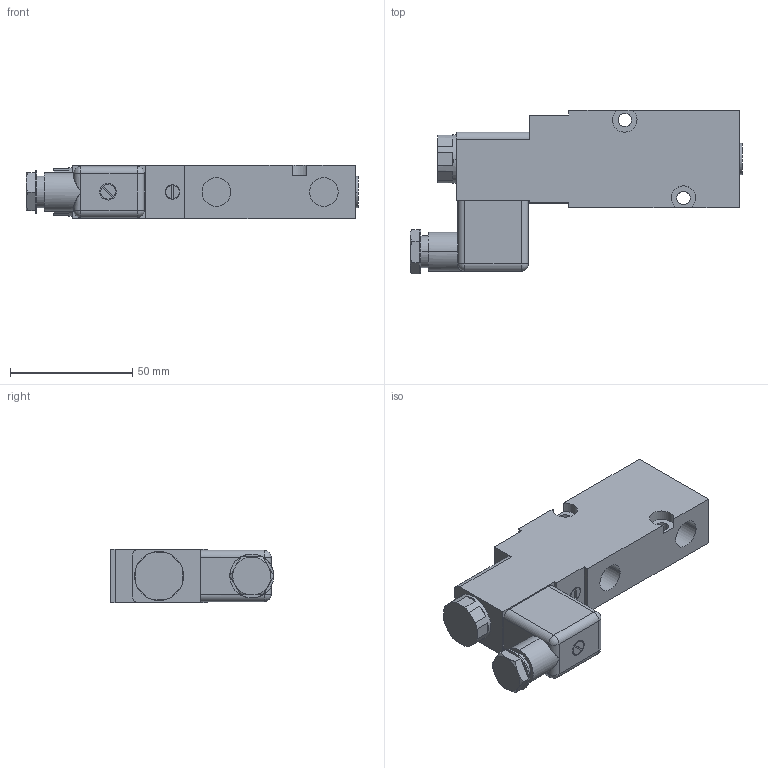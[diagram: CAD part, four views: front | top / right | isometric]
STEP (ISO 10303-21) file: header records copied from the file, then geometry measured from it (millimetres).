
FILE_DESCRIPTION(/* description */ (''),/* implementation_level */ '2;1');
FILE_NAME(/* name */ 'MNH 310701.stp',/* time_stamp */ '2014-05-13T16:10:52+02:00',/* author */ ('stefan.hausmann'),/* organization */ (''),/* preprocessor_version */ 'ST-DEVELOPER v15.2',/* originating_system */ 'Autodesk Inventor 2014',/* authorisation */ '');
FILE_SCHEMA (('AUTOMOTIVE_DESIGN { 1 0 10303 214 3 1 1 }'));
Length unit declared in the file: millimetre
Products named in the file (1): MNH 310701
Bounding box: 136 x 67 x 22 mm (x, y, z)
Surface area: 21917 mm2 (no closed solid volume)
Topology: 0 solids, 134 shells, 134 faces, 593 edges, 587 vertices
Faces by surface type: plane 74, cylinder 51, cone 5, sphere 4
Entity records: 6406 total; most frequent: CARTESIAN_POINT 1453, DIRECTION 1043, VERTEX_POINT 587, EDGE_CURVE 587, ORIENTED_EDGE 587, AXIS2_PLACEMENT_3D 351, LINE 341, VECTOR 341
